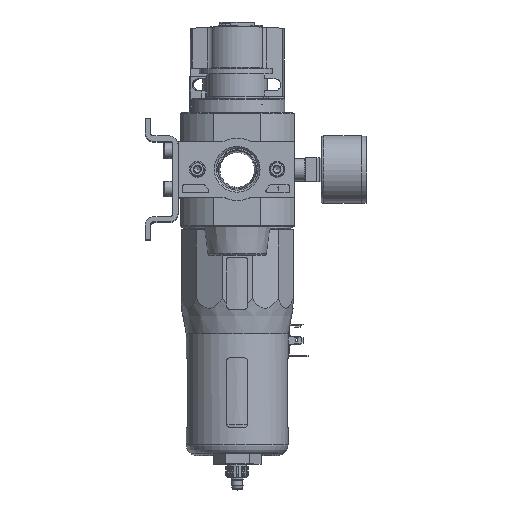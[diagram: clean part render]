
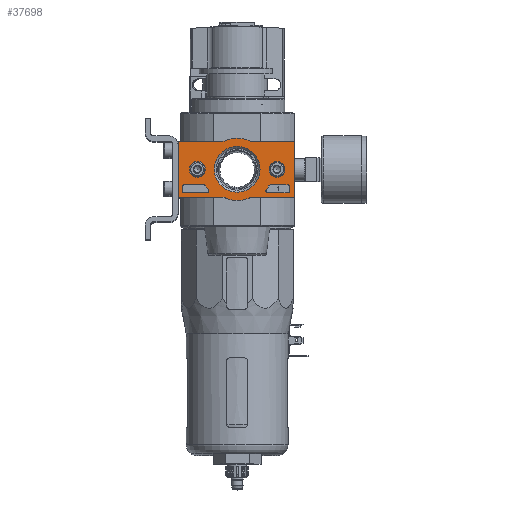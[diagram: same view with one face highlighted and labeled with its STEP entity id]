
A CAD part, top view. The second image highlights one B-rep face of the part: STEP entity #37698.
In plain terms, the highlighted face is planar.
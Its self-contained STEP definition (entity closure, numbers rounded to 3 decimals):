
#1834=CIRCLE('',#53933,18.);
#1835=CIRCLE('',#53934,18.);
#1836=CIRCLE('',#53935,4.537);
#1837=CIRCLE('',#53936,4.537);
#1838=CIRCLE('',#53937,13.221);
#1839=CIRCLE('',#53938,1.);
#1840=CIRCLE('',#53939,1.);
#1841=CIRCLE('',#53940,1.);
#1842=CIRCLE('',#53941,20.6);
#1843=CIRCLE('',#53942,1.);
#1844=CIRCLE('',#53943,1.);
#1845=CIRCLE('',#53944,20.5);
#1846=CIRCLE('',#53945,1.);
#1847=CIRCLE('',#53946,1.);
#1848=CIRCLE('',#53947,1.);
#3790=ORIENTED_EDGE('',*,*,#14896,.F.);
#3791=ORIENTED_EDGE('',*,*,#14897,.F.);
#3792=ORIENTED_EDGE('',*,*,#14898,.F.);
#3793=ORIENTED_EDGE('',*,*,#14899,.F.);
#3794=ORIENTED_EDGE('',*,*,#14900,.F.);
#3795=ORIENTED_EDGE('',*,*,#14901,.F.);
#3796=ORIENTED_EDGE('',*,*,#14902,.F.);
#3797=ORIENTED_EDGE('',*,*,#14903,.F.);
#3798=ORIENTED_EDGE('',*,*,#14904,.F.);
#3799=ORIENTED_EDGE('',*,*,#14905,.F.);
#3800=ORIENTED_EDGE('',*,*,#14906,.T.);
#3801=ORIENTED_EDGE('',*,*,#14907,.T.);
#3802=ORIENTED_EDGE('',*,*,#14908,.T.);
#3803=ORIENTED_EDGE('',*,*,#14909,.T.);
#3804=ORIENTED_EDGE('',*,*,#14910,.T.);
#3805=ORIENTED_EDGE('',*,*,#14911,.T.);
#3806=ORIENTED_EDGE('',*,*,#14912,.F.);
#3807=ORIENTED_EDGE('',*,*,#14913,.T.);
#3808=ORIENTED_EDGE('',*,*,#14914,.T.);
#3809=ORIENTED_EDGE('',*,*,#14915,.T.);
#3810=ORIENTED_EDGE('',*,*,#14916,.F.);
#3811=ORIENTED_EDGE('',*,*,#14917,.T.);
#3812=ORIENTED_EDGE('',*,*,#14918,.T.);
#3813=ORIENTED_EDGE('',*,*,#14919,.T.);
#3814=ORIENTED_EDGE('',*,*,#14920,.T.);
#3815=ORIENTED_EDGE('',*,*,#14921,.T.);
#3816=ORIENTED_EDGE('',*,*,#14922,.T.);
#14896=EDGE_CURVE('',#20449,#20450,#24235,.T.);
#14897=EDGE_CURVE('',#20451,#20449,#24236,.T.);
#14898=EDGE_CURVE('',#20452,#20451,#1834,.T.);
#14899=EDGE_CURVE('',#20453,#20452,#24237,.T.);
#14900=EDGE_CURVE('',#20454,#20453,#24238,.T.);
#14901=EDGE_CURVE('',#20455,#20454,#24239,.T.);
#14902=EDGE_CURVE('',#20456,#20455,#1835,.T.);
#14903=EDGE_CURVE('',#20450,#20456,#24240,.T.);
#14904=EDGE_CURVE('',#20457,#20457,#1836,.F.);
#14905=EDGE_CURVE('',#20458,#20458,#1837,.F.);
#14906=EDGE_CURVE('',#20459,#20459,#1838,.T.);
#14907=EDGE_CURVE('',#20460,#20461,#1839,.T.);
#14908=EDGE_CURVE('',#20461,#20462,#24241,.T.);
#14909=EDGE_CURVE('',#20462,#20463,#1840,.T.);
#14910=EDGE_CURVE('',#20463,#20464,#24242,.T.);
#14911=EDGE_CURVE('',#20464,#20465,#1841,.T.);
#14912=EDGE_CURVE('',#20466,#20465,#1842,.T.);
#14913=EDGE_CURVE('',#20466,#20467,#1843,.T.);
#14914=EDGE_CURVE('',#20467,#20460,#24243,.T.);
#14915=EDGE_CURVE('',#20468,#20469,#1844,.T.);
#14916=EDGE_CURVE('',#20470,#20469,#1845,.T.);
#14917=EDGE_CURVE('',#20470,#20471,#1846,.T.);
#14918=EDGE_CURVE('',#20471,#20472,#24244,.T.);
#14919=EDGE_CURVE('',#20472,#20473,#1847,.T.);
#14920=EDGE_CURVE('',#20473,#20474,#24245,.T.);
#14921=EDGE_CURVE('',#20474,#20475,#1848,.T.);
#14922=EDGE_CURVE('',#20475,#20468,#24246,.T.);
#20449=VERTEX_POINT('',#70081);
#20450=VERTEX_POINT('',#70082);
#20451=VERTEX_POINT('',#70084);
#20452=VERTEX_POINT('',#70086);
#20453=VERTEX_POINT('',#70088);
#20454=VERTEX_POINT('',#70090);
#20455=VERTEX_POINT('',#70092);
#20456=VERTEX_POINT('',#70094);
#20457=VERTEX_POINT('',#70097);
#20458=VERTEX_POINT('',#70099);
#20459=VERTEX_POINT('',#70101);
#20460=VERTEX_POINT('',#70103);
#20461=VERTEX_POINT('',#70104);
#20462=VERTEX_POINT('',#70106);
#20463=VERTEX_POINT('',#70108);
#20464=VERTEX_POINT('',#70110);
#20465=VERTEX_POINT('',#70112);
#20466=VERTEX_POINT('',#70114);
#20467=VERTEX_POINT('',#70116);
#20468=VERTEX_POINT('',#70119);
#20469=VERTEX_POINT('',#70120);
#20470=VERTEX_POINT('',#70122);
#20471=VERTEX_POINT('',#70124);
#20472=VERTEX_POINT('',#70126);
#20473=VERTEX_POINT('',#70128);
#20474=VERTEX_POINT('',#70130);
#20475=VERTEX_POINT('',#70132);
#24235=LINE('',#70080,#27230);
#24236=LINE('',#70083,#27231);
#24237=LINE('',#70087,#27232);
#24238=LINE('',#70089,#27233);
#24239=LINE('',#70091,#27234);
#24240=LINE('',#70095,#27235);
#24241=LINE('',#70105,#27236);
#24242=LINE('',#70109,#27237);
#24243=LINE('',#70117,#27238);
#24244=LINE('',#70125,#27239);
#24245=LINE('',#70129,#27240);
#24246=LINE('',#70133,#27241);
#27230=VECTOR('',#58319,1000.);
#27231=VECTOR('',#58320,1000.);
#27232=VECTOR('',#58323,1000.);
#27233=VECTOR('',#58324,1000.);
#27234=VECTOR('',#58325,1000.);
#27235=VECTOR('',#58328,1000.);
#27236=VECTOR('',#58337,1000.);
#27237=VECTOR('',#58340,1000.);
#27238=VECTOR('',#58347,1000.);
#27239=VECTOR('',#58354,1000.);
#27240=VECTOR('',#58357,1000.);
#27241=VECTOR('',#58360,1000.);
#30225=EDGE_LOOP('',(#3790,#3791,#3792,#3793,#3794,#3795,#3796,#3797));
#30226=EDGE_LOOP('',(#3798));
#30227=EDGE_LOOP('',(#3799));
#30228=EDGE_LOOP('',(#3800));
#30229=EDGE_LOOP('',(#3801,#3802,#3803,#3804,#3805,#3806,#3807,#3808));
#30230=EDGE_LOOP('',(#3809,#3810,#3811,#3812,#3813,#3814,#3815,#3816));
#33274=FACE_BOUND('',#30225,.T.);
#33275=FACE_BOUND('',#30226,.T.);
#33276=FACE_BOUND('',#30227,.T.);
#33277=FACE_BOUND('',#30228,.T.);
#33278=FACE_BOUND('',#30229,.T.);
#33279=FACE_BOUND('',#30230,.T.);
#36337=PLANE('',#53932);
#37698=ADVANCED_FACE('',(#33274,#33275,#33276,#33277,#33278,#33279),#36337,
 .F.);
#53932=AXIS2_PLACEMENT_3D('',#70079,#58317,#58318);
#53933=AXIS2_PLACEMENT_3D('',#70085,#58321,#58322);
#53934=AXIS2_PLACEMENT_3D('',#70093,#58326,#58327);
#53935=AXIS2_PLACEMENT_3D('',#70096,#58329,#58330);
#53936=AXIS2_PLACEMENT_3D('',#70098,#58331,#58332);
#53937=AXIS2_PLACEMENT_3D('',#70100,#58333,#58334);
#53938=AXIS2_PLACEMENT_3D('',#70102,#58335,#58336);
#53939=AXIS2_PLACEMENT_3D('',#70107,#58338,#58339);
#53940=AXIS2_PLACEMENT_3D('',#70111,#58341,#58342);
#53941=AXIS2_PLACEMENT_3D('',#70113,#58343,#58344);
#53942=AXIS2_PLACEMENT_3D('',#70115,#58345,#58346);
#53943=AXIS2_PLACEMENT_3D('',#70118,#58348,#58349);
#53944=AXIS2_PLACEMENT_3D('',#70121,#58350,#58351);
#53945=AXIS2_PLACEMENT_3D('',#70123,#58352,#58353);
#53946=AXIS2_PLACEMENT_3D('',#70127,#58355,#58356);
#53947=AXIS2_PLACEMENT_3D('',#70131,#58358,#58359);
#58317=DIRECTION('',(0.,0.,1.));
#58318=DIRECTION('',(1.,0.,0.));
#58319=DIRECTION('',(0.,-1.,0.));
#58320=DIRECTION('',(-1.,0.,0.));
#58321=DIRECTION('',(0.,0.,1.));
#58322=DIRECTION('',(1.,0.,0.));
#58323=DIRECTION('',(-1.,0.,0.));
#58324=DIRECTION('',(0.,1.,0.));
#58325=DIRECTION('',(1.,0.,0.));
#58326=DIRECTION('',(0.,0.,1.));
#58327=DIRECTION('',(1.,0.,0.));
#58328=DIRECTION('',(1.,0.,0.));
#58329=DIRECTION('',(0.,0.,1.));
#58330=DIRECTION('',(1.,0.,0.));
#58331=DIRECTION('',(0.,0.,1.));
#58332=DIRECTION('',(1.,0.,0.));
#58333=DIRECTION('',(0.,0.,1.));
#58334=DIRECTION('',(1.,0.,0.));
#58335=DIRECTION('',(0.,0.,1.));
#58336=DIRECTION('',(1.,0.,0.));
#58337=DIRECTION('',(0.,-1.,0.));
#58338=DIRECTION('',(0.,0.,1.));
#58339=DIRECTION('',(1.,0.,0.));
#58340=DIRECTION('',(1.,0.,0.));
#58341=DIRECTION('',(0.,0.,1.));
#58342=DIRECTION('',(1.,0.,0.));
#58343=DIRECTION('',(0.,0.,1.));
#58344=DIRECTION('',(1.,0.,0.));
#58345=DIRECTION('',(0.,0.,1.));
#58346=DIRECTION('',(1.,0.,0.));
#58347=DIRECTION('',(-1.,0.,0.));
#58348=DIRECTION('',(0.,0.,1.));
#58349=DIRECTION('',(1.,0.,0.));
#58350=DIRECTION('',(0.,0.,1.));
#58351=DIRECTION('',(1.,0.,0.));
#58352=DIRECTION('',(0.,0.,1.));
#58353=DIRECTION('',(1.,0.,0.));
#58354=DIRECTION('',(1.,0.,0.));
#58355=DIRECTION('',(0.,0.,1.));
#58356=DIRECTION('',(1.,0.,0.));
#58357=DIRECTION('',(0.,1.,0.));
#58358=DIRECTION('',(0.,0.,1.));
#58359=DIRECTION('',(1.,0.,0.));
#58360=DIRECTION('',(-1.,0.,0.));
#70079=CARTESIAN_POINT('',(-0.6,0.,-7.5));
#70080=CARTESIAN_POINT('',(-33.5,16.,-7.5));
#70081=CARTESIAN_POINT('',(-33.5,16.,-7.5));
#70082=CARTESIAN_POINT('',(-33.5,-16.,-7.5));
#70083=CARTESIAN_POINT('',(-8.846,16.,-7.5));
#70084=CARTESIAN_POINT('',(-8.846,16.,-7.5));
#70085=CARTESIAN_POINT('',(-0.6,0.,-7.5));
#70086=CARTESIAN_POINT('',(7.646,16.,-7.5));
#70087=CARTESIAN_POINT('',(33.5,16.,-7.5));
#70088=CARTESIAN_POINT('',(33.5,16.,-7.5));
#70089=CARTESIAN_POINT('',(33.5,-16.,-7.5));
#70090=CARTESIAN_POINT('',(33.5,-16.,-7.5));
#70091=CARTESIAN_POINT('',(7.646,-16.,-7.5));
#70092=CARTESIAN_POINT('',(7.646,-16.,-7.5));
#70093=CARTESIAN_POINT('',(-0.6,0.,-7.5));
#70094=CARTESIAN_POINT('',(-8.846,-16.,-7.5));
#70095=CARTESIAN_POINT('',(-33.5,-16.,-7.5));
#70096=CARTESIAN_POINT('',(22.4,0.,-7.5));
#70097=CARTESIAN_POINT('',(26.937,0.,-7.5));
#70098=CARTESIAN_POINT('',(-23.6,0.,-7.5));
#70099=CARTESIAN_POINT('',(-19.063,0.,-7.5));
#70100=CARTESIAN_POINT('',(-0.6,0.,-7.5));
#70101=CARTESIAN_POINT('',(12.621,0.,-7.5));
#70102=CARTESIAN_POINT('',(-30.,-10.,-7.5));
#70103=CARTESIAN_POINT('',(-30.,-9.,-7.5));
#70104=CARTESIAN_POINT('',(-31.,-10.,-7.5));
#70105=CARTESIAN_POINT('',(-31.,-10.,-7.5));
#70106=CARTESIAN_POINT('',(-31.,-12.5,-7.5));
#70107=CARTESIAN_POINT('',(-30.,-12.5,-7.5));
#70108=CARTESIAN_POINT('',(-30.,-13.5,-7.5));
#70109=CARTESIAN_POINT('',(-30.,-13.5,-7.5));
#70110=CARTESIAN_POINT('',(-18.216,-13.5,-7.5));
#70111=CARTESIAN_POINT('',(-18.216,-12.5,-7.5));
#70112=CARTESIAN_POINT('',(-17.4,-11.921,-7.5));
#70113=CARTESIAN_POINT('',(-0.6,0.,-7.5));
#70114=CARTESIAN_POINT('',(-18.859,-9.537,-7.5));
#70115=CARTESIAN_POINT('',(-19.746,-10.,-7.5));
#70116=CARTESIAN_POINT('',(-19.746,-9.,-7.5));
#70117=CARTESIAN_POINT('',(-19.746,-9.,-7.5));
#70118=CARTESIAN_POINT('',(18.433,-10.,-7.5));
#70119=CARTESIAN_POINT('',(18.433,-9.,-7.5));
#70120=CARTESIAN_POINT('',(17.548,-9.535,-7.5));
#70121=CARTESIAN_POINT('',(-0.6,0.,-7.5));
#70122=CARTESIAN_POINT('',(16.079,-11.919,-7.5));
#70123=CARTESIAN_POINT('',(16.893,-12.5,-7.5));
#70124=CARTESIAN_POINT('',(16.893,-13.5,-7.5));
#70125=CARTESIAN_POINT('',(16.893,-13.5,-7.5));
#70126=CARTESIAN_POINT('',(30.,-13.5,-7.5));
#70127=CARTESIAN_POINT('',(30.,-12.5,-7.5));
#70128=CARTESIAN_POINT('',(31.,-12.5,-7.5));
#70129=CARTESIAN_POINT('',(31.,-12.5,-7.5));
#70130=CARTESIAN_POINT('',(31.,-10.,-7.5));
#70131=CARTESIAN_POINT('',(30.,-10.,-7.5));
#70132=CARTESIAN_POINT('',(30.,-9.,-7.5));
#70133=CARTESIAN_POINT('',(30.,-9.,-7.5));
